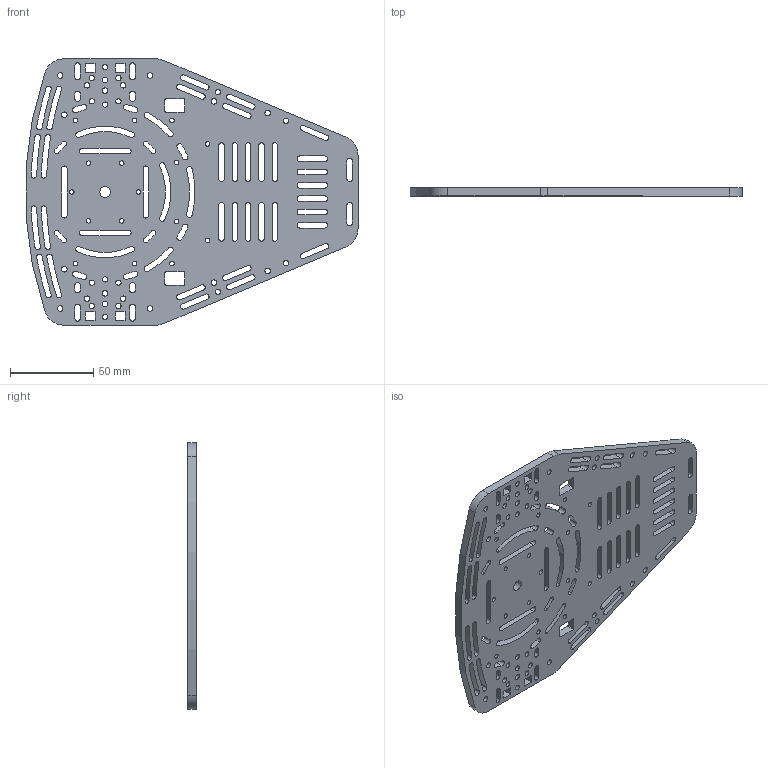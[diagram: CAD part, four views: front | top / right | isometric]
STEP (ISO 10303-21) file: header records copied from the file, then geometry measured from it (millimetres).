
FILE_DESCRIPTION(/* description */ (''),/* implementation_level */ '2;1');
FILE_NAME(/* name */ 'MCR2_1000_002_2_5mm.stp',/* time_stamp */ '2021-09-10T11:47:01+01:00',/* author */ ('Mario Martinez'),/* organization */ (''),/* preprocessor_version */ 'ST-DEVELOPER v17.2',/* originating_system */ 'Autodesk Inventor 2019',/* authorisation */ '');
FILE_SCHEMA (('AUTOMOTIVE_DESIGN { 1 0 10303 214 3 1 1 }'));
Length unit declared in the file: millimetre
Products named in the file (1): MCR2_1000_002_2_5mm
Bounding box: 199.52 x 5 x 160 mm (x, y, z)
Volume: 102948 mm3; surface area: 61131.8 mm2
Topology: 1 solids, 1 shells, 353 faces, 1082 edges, 731 vertices
Faces by surface type: cylinder 242, plane 111
Full cylindrical faces by diameter (mm): 2.75 x16, 3.2 x12, 3.3 x22, 6.4 x1
Entity records: 12906 total; most frequent: DIRECTION 2303, CARTESIAN_POINT 2167, ORIENTED_EDGE 2164, EDGE_CURVE 1082, AXIS2_PLACEMENT_3D 867, VERTEX_POINT 731, EDGE_LOOP 595, LINE 569
